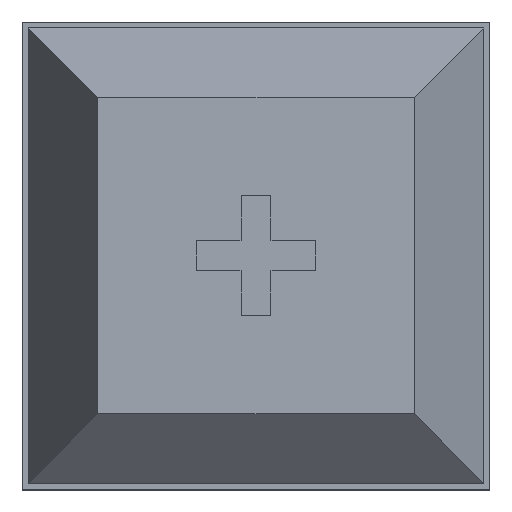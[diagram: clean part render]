
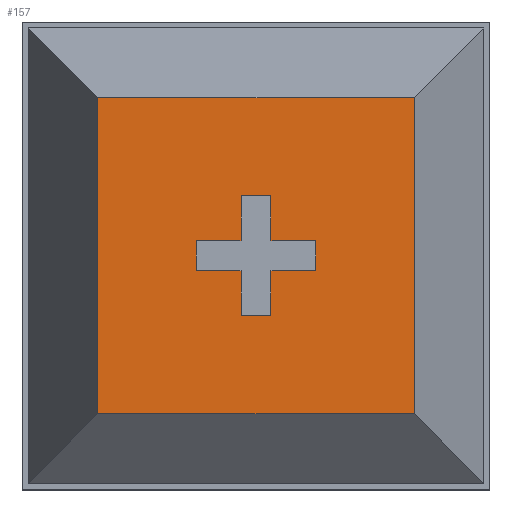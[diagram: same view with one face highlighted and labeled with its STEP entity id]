
A CAD part, top view. The second image highlights one B-rep face of the part: STEP entity #157.
In plain terms, the highlighted planar face has unit normal (0, 0, 1).
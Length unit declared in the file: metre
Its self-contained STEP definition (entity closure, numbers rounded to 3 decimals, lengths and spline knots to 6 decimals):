
#149 = EDGE_CURVE( '', #416, #417, #418, .T. );
#153 = EDGE_CURVE( '', #423, #424, #425, .T. );
#157 = ADVANCED_FACE( '', ( #430, #431 ), #432, .F. );
#163 = EDGE_CURVE( '', #424, #441, #442, .T. );
#167 = EDGE_CURVE( '', #441, #447, #448, .T. );
#173 = EDGE_CURVE( '', #458, #459, #460, .T. );
#181 = EDGE_CURVE( '', #447, #423, #473, .T. );
#213 = EDGE_CURVE( '', #523, #524, #525, .T. );
#217 = EDGE_CURVE( '', #529, #508, #530, .T. );
#221 = EDGE_CURVE( '', #458, #535, #536, .T. );
#229 = EDGE_CURVE( '', #490, #524, #548, .T. );
#249 = EDGE_CURVE( '', #523, #551, #581, .T. );
#261 = EDGE_CURVE( '', #435, #535, #597, .T. );
#291 = EDGE_CURVE( '', #417, #435, #637, .T. );
#303 = EDGE_CURVE( '', #551, #529, #652, .T. );
#307 = EDGE_CURVE( '', #508, #459, #656, .T. );
#389 = EDGE_CURVE( '', #490, #416, #760, .T. );
#416 = VERTEX_POINT( '', #780 );
#417 = VERTEX_POINT( '', #781 );
#418 = LINE( '', #782, #783 );
#423 = VERTEX_POINT( '', #791 );
#424 = VERTEX_POINT( '', #792 );
#425 = LINE( '', #793, #794 );
#430 = FACE_OUTER_BOUND( '', #799, .T. );
#431 = FACE_BOUND( '', #800, .T. );
#432 = PLANE( '', #801 );
#435 = VERTEX_POINT( '', #805 );
#441 = VERTEX_POINT( '', #813 );
#442 = LINE( '', #814, #815 );
#447 = VERTEX_POINT( '', #821 );
#448 = LINE( '', #822, #823 );
#458 = VERTEX_POINT( '', #838 );
#459 = VERTEX_POINT( '', #839 );
#460 = LINE( '', #840, #841 );
#473 = LINE( '', #860, #861 );
#490 = VERTEX_POINT( '', #885 );
#508 = VERTEX_POINT( '', #909 );
#523 = VERTEX_POINT( '', #932 );
#524 = VERTEX_POINT( '', #933 );
#525 = LINE( '', #934, #935 );
#529 = VERTEX_POINT( '', #942 );
#530 = LINE( '', #943, #944 );
#535 = VERTEX_POINT( '', #952 );
#536 = LINE( '', #953, #954 );
#548 = LINE( '', #969, #970 );
#551 = VERTEX_POINT( '', #974 );
#581 = LINE( '', #1014, #1015 );
#597 = LINE( '', #1041, #1042 );
#637 = LINE( '', #1100, #1101 );
#652 = LINE( '', #1122, #1123 );
#656 = LINE( '', #1130, #1131 );
#760 = LINE( '', #1284, #1285 );
#780 = CARTESIAN_POINT( '', ( -0.002, -0.00051, 0.011885 ) );
#781 = CARTESIAN_POINT( '', ( -0.0005, -0.00051, 0.011885 ) );
#782 = CARTESIAN_POINT( '', ( -0.002, -0.00051, 0.011885 ) );
#783 = VECTOR( '', #1301, 1. );
#791 = CARTESIAN_POINT( '', ( -0.005268, -0.005278, 0.011885 ) );
#792 = CARTESIAN_POINT( '', ( 0.005268, -0.005278, 0.011885 ) );
#793 = CARTESIAN_POINT( '', ( -0.0078, -0.005278, 0.011885 ) );
#794 = VECTOR( '', #1303, 1. );
#799 = EDGE_LOOP( '', ( #1313, #1314, #1315, #1316 ) );
#800 = EDGE_LOOP( '', ( #1317, #1318, #1319, #1320, #1321, #1322, #1323, #1324, #1325, #1326, #1327, #1328 ) );
#801 = AXIS2_PLACEMENT_3D( '', #1329, #1330, #1331 );
#805 = CARTESIAN_POINT( '', ( -0.0005, -0.00201, 0.011885 ) );
#813 = CARTESIAN_POINT( '', ( 0.005268, 0.005259, 0.011885 ) );
#814 = CARTESIAN_POINT( '', ( 0.005268, -0.00781, 0.011885 ) );
#815 = VECTOR( '', #1341, 1. );
#821 = CARTESIAN_POINT( '', ( -0.005268, 0.005259, 0.011885 ) );
#822 = CARTESIAN_POINT( '', ( 0.0078, 0.005259, 0.011885 ) );
#823 = VECTOR( '', #1350, 1. );
#838 = CARTESIAN_POINT( '', ( 0.0005, -0.00051, 0.011885 ) );
#839 = CARTESIAN_POINT( '', ( 0.002, -0.00051, 0.011885 ) );
#840 = CARTESIAN_POINT( '', ( -0.002, -0.00051, 0.011885 ) );
#841 = VECTOR( '', #1353, 1. );
#860 = CARTESIAN_POINT( '', ( -0.005268, 0.00779, 0.011885 ) );
#861 = VECTOR( '', #1359, 1. );
#885 = CARTESIAN_POINT( '', ( -0.002, 0.00049, 0.011885 ) );
#909 = CARTESIAN_POINT( '', ( 0.002, 0.00049, 0.011885 ) );
#932 = CARTESIAN_POINT( '', ( -0.0005, 0.00199, 0.011885 ) );
#933 = CARTESIAN_POINT( '', ( -0.0005, 0.00049, 0.011885 ) );
#934 = CARTESIAN_POINT( '', ( -0.0005, 0.00199, 0.011885 ) );
#935 = VECTOR( '', #1405, 1. );
#942 = CARTESIAN_POINT( '', ( 0.0005, 0.00049, 0.011885 ) );
#943 = CARTESIAN_POINT( '', ( -0.002, 0.00049, 0.011885 ) );
#944 = VECTOR( '', #1407, 1. );
#952 = CARTESIAN_POINT( '', ( 0.0005, -0.00201, 0.011885 ) );
#953 = CARTESIAN_POINT( '', ( 0.0005, 0.00199, 0.011885 ) );
#954 = VECTOR( '', #1409, 1. );
#969 = CARTESIAN_POINT( '', ( -0.002, 0.00049, 0.011885 ) );
#970 = VECTOR( '', #1425, 1. );
#974 = CARTESIAN_POINT( '', ( 0.0005, 0.00199, 0.011885 ) );
#1014 = CARTESIAN_POINT( '', ( -0.0005, 0.00199, 0.011885 ) );
#1015 = VECTOR( '', #1469, 1. );
#1041 = CARTESIAN_POINT( '', ( -0.0005, -0.00201, 0.011885 ) );
#1042 = VECTOR( '', #1477, 1. );
#1100 = CARTESIAN_POINT( '', ( -0.0005, 0.00199, 0.011885 ) );
#1101 = VECTOR( '', #1533, 1. );
#1122 = CARTESIAN_POINT( '', ( 0.0005, 0.00199, 0.011885 ) );
#1123 = VECTOR( '', #1555, 1. );
#1130 = CARTESIAN_POINT( '', ( 0.002, 0.00049, 0.011885 ) );
#1131 = VECTOR( '', #1557, 1. );
#1284 = CARTESIAN_POINT( '', ( -0.002, 0.00049, 0.011885 ) );
#1285 = VECTOR( '', #1708, 1. );
#1301 = DIRECTION( '', ( 1., 0., 0. ) );
#1303 = DIRECTION( '', ( 1., 0., 0. ) );
#1313 = ORIENTED_EDGE( '', *, *, #181, .T. );
#1314 = ORIENTED_EDGE( '', *, *, #153, .T. );
#1315 = ORIENTED_EDGE( '', *, *, #163, .T. );
#1316 = ORIENTED_EDGE( '', *, *, #167, .T. );
#1317 = ORIENTED_EDGE( '', *, *, #261, .F. );
#1318 = ORIENTED_EDGE( '', *, *, #291, .F. );
#1319 = ORIENTED_EDGE( '', *, *, #149, .F. );
#1320 = ORIENTED_EDGE( '', *, *, #389, .F. );
#1321 = ORIENTED_EDGE( '', *, *, #229, .T. );
#1322 = ORIENTED_EDGE( '', *, *, #213, .F. );
#1323 = ORIENTED_EDGE( '', *, *, #249, .T. );
#1324 = ORIENTED_EDGE( '', *, *, #303, .T. );
#1325 = ORIENTED_EDGE( '', *, *, #217, .T. );
#1326 = ORIENTED_EDGE( '', *, *, #307, .T. );
#1327 = ORIENTED_EDGE( '', *, *, #173, .F. );
#1328 = ORIENTED_EDGE( '', *, *, #221, .T. );
#1329 = CARTESIAN_POINT( '', ( 0., -0.00001, 0.011885 ) );
#1330 = DIRECTION( '', ( 0., 0., -1. ) );
#1331 = DIRECTION( '', ( 0., -1., 0. ) );
#1341 = DIRECTION( '', ( 0., 1., 0. ) );
#1350 = DIRECTION( '', ( -1., 0., 0. ) );
#1353 = DIRECTION( '', ( 1., 0., 0. ) );
#1359 = DIRECTION( '', ( 0., -1., 0. ) );
#1405 = DIRECTION( '', ( 0., -1., 0. ) );
#1407 = DIRECTION( '', ( 1., 0., 0. ) );
#1409 = DIRECTION( '', ( 0., -1., 0. ) );
#1425 = DIRECTION( '', ( 1., 0., 0. ) );
#1469 = DIRECTION( '', ( 1., 0., 0. ) );
#1477 = DIRECTION( '', ( 1., 0., 0. ) );
#1533 = DIRECTION( '', ( 0., -1., 0. ) );
#1555 = DIRECTION( '', ( 0., -1., 0. ) );
#1557 = DIRECTION( '', ( 0., -1., 0. ) );
#1708 = DIRECTION( '', ( 0., -1., 0. ) );
